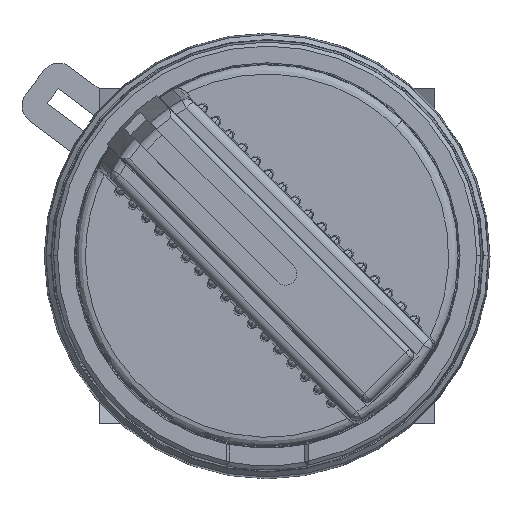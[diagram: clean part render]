
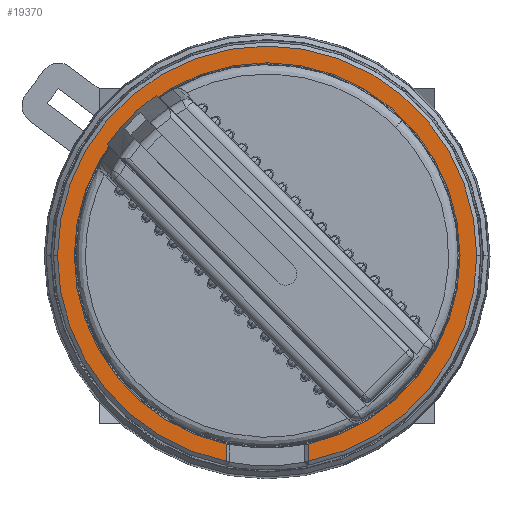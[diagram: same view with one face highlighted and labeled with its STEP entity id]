
A CAD part, top view. The second image highlights one B-rep face of the part: STEP entity #19370.
In plain terms, the highlighted planar face has unit normal (0, 0, 1).
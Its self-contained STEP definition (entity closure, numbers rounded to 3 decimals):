
#95 = EDGE_CURVE ( 'NONE', #15174, #13004, #6362, .T. ) ;
#373 = VERTEX_POINT ( 'NONE', #7292 ) ;
#579 = LINE ( 'NONE', #6744, #13194 ) ;
#649 = DIRECTION ( 'NONE',  ( 1., 0., 0. ) ) ;
#750 = DIRECTION ( 'NONE',  ( 1., 0., 0. ) ) ;
#852 = CARTESIAN_POINT ( 'NONE',  ( -2.175, -10.068, 11.6 ) ) ;
#957 = AXIS2_PLACEMENT_3D ( 'NONE', #3956, #10165, #16352 ) ;
#993 = ORIENTED_EDGE ( 'NONE', *, *, #7151, .T. ) ;
#1184 = AXIS2_PLACEMENT_3D ( 'NONE', #12317, #18514, #4588 ) ;
#1352 = CARTESIAN_POINT ( 'NONE',  ( -11.191, 0., 11.6 ) ) ;
#1401 = DIRECTION ( 'NONE',  ( 0., -1., 0. ) ) ;
#1559 = ORIENTED_EDGE ( 'NONE', *, *, #2730, .T. ) ;
#1874 = DIRECTION ( 'NONE',  ( -1., 0., 0. ) ) ;
#2157 = PLANE ( 'NONE',  #10710 ) ;
#2707 = EDGE_CURVE ( 'NONE', #373, #12644, #13096, .T. ) ;
#2730 = EDGE_CURVE ( 'NONE', #13004, #4317, #12524, .T. ) ;
#3956 = CARTESIAN_POINT ( 'NONE',  ( 0., 0., 11.6 ) ) ;
#4247 = ORIENTED_EDGE ( 'NONE', *, *, #8314, .T. ) ;
#4317 = VERTEX_POINT ( 'NONE', #12102 ) ;
#4588 = DIRECTION ( 'NONE',  ( 1., 0., 0. ) ) ;
#4604 = CARTESIAN_POINT ( 'NONE',  ( -10.3, 0., 11.6 ) ) ;
#4658 = DIRECTION ( 'NONE',  ( 0., 0., 1. ) ) ;
#5771 = EDGE_CURVE ( 'NONE', #8841, #15174, #9701, .T. ) ;
#5948 = CARTESIAN_POINT ( 'NONE',  ( -2.175, -10.978, 11.6 ) ) ;
#5997 = CARTESIAN_POINT ( 'NONE',  ( 0., 0., 11.6 ) ) ;
#6362 = CIRCLE ( 'NONE', #18060, 10.3 ) ;
#6501 = CARTESIAN_POINT ( 'NONE',  ( 10.3, 0., 11.6 ) ) ;
#6744 = CARTESIAN_POINT ( 'NONE',  ( -2.175, 0.107, 11.6 ) ) ;
#7151 = EDGE_CURVE ( 'NONE', #12644, #16942, #17183, .T. ) ;
#7292 = CARTESIAN_POINT ( 'NONE',  ( 2.216, -10.97, 11.6 ) ) ;
#8314 = EDGE_CURVE ( 'NONE', #16942, #16512, #18198, .T. ) ;
#8335 = CARTESIAN_POINT ( 'NONE',  ( -11.326, -11.111, 11.6 ) ) ;
#8417 = AXIS2_PLACEMENT_3D ( 'NONE', #9593, #15793, #1874 ) ;
#8446 = CARTESIAN_POINT ( 'NONE',  ( 0., 0., 11.6 ) ) ;
#8841 = VERTEX_POINT ( 'NONE', #852 ) ;
#9109 = LINE ( 'NONE', #15317, #15260 ) ;
#9439 = AXIS2_PLACEMENT_3D ( 'NONE', #18586, #4658, #10869 ) ;
#9593 = CARTESIAN_POINT ( 'NONE',  ( 0., 0., 11.6 ) ) ;
#9701 = CIRCLE ( 'NONE', #957, 10.3 ) ;
#10165 = DIRECTION ( 'NONE',  ( 0., 0., -1. ) ) ;
#10710 = AXIS2_PLACEMENT_3D ( 'NONE', #8335, #14562, #649 ) ;
#10783 = ORIENTED_EDGE ( 'NONE', *, *, #13767, .T. ) ;
#10869 = DIRECTION ( 'NONE',  ( -1., 0., 0. ) ) ;
#12102 = CARTESIAN_POINT ( 'NONE',  ( 2.216, -10.059, 11.6 ) ) ;
#12214 = DIRECTION ( 'NONE',  ( 0., 0., 1. ) ) ;
#12317 = CARTESIAN_POINT ( 'NONE',  ( 0., 0., 11.6 ) ) ;
#12524 = CIRCLE ( 'NONE', #1184, 10.3 ) ;
#12644 = VERTEX_POINT ( 'NONE', #12943 ) ;
#12880 = ORIENTED_EDGE ( 'NONE', *, *, #2707, .T. ) ;
#12943 = CARTESIAN_POINT ( 'NONE',  ( 11.191, 0., 11.6 ) ) ;
#12968 = DIRECTION ( 'NONE',  ( 0., 1., 0. ) ) ;
#13004 = VERTEX_POINT ( 'NONE', #6501 ) ;
#13096 = CIRCLE ( 'NONE', #17626, 11.191 ) ;
#13194 = VECTOR ( 'NONE', #12968, 1000. ) ;
#13767 = EDGE_CURVE ( 'NONE', #16512, #8841, #579, .T. ) ;
#14087 = ORIENTED_EDGE ( 'NONE', *, *, #5771, .T. ) ;
#14562 = DIRECTION ( 'NONE',  ( 0., 0., 1. ) ) ;
#14666 = DIRECTION ( 'NONE',  ( 0., 0., -1. ) ) ;
#15174 = VERTEX_POINT ( 'NONE', #4604 ) ;
#15260 = VECTOR ( 'NONE', #1401, 1000. ) ;
#15317 = CARTESIAN_POINT ( 'NONE',  ( 2.216, 0.107, 11.6 ) ) ;
#15531 = EDGE_LOOP ( 'NONE', ( #10783, #14087, #20051, #1559, #15788, #12880, #993, #4247 ) ) ;
#15788 = ORIENTED_EDGE ( 'NONE', *, *, #18135, .T. ) ;
#15793 = DIRECTION ( 'NONE',  ( 0., 0., 1. ) ) ;
#16078 = FACE_OUTER_BOUND ( 'NONE', #15531, .T. ) ;
#16352 = DIRECTION ( 'NONE',  ( 1., 0., 0. ) ) ;
#16512 = VERTEX_POINT ( 'NONE', #5948 ) ;
#16942 = VERTEX_POINT ( 'NONE', #1352 ) ;
#17183 = CIRCLE ( 'NONE', #8417, 11.191 ) ;
#17626 = AXIS2_PLACEMENT_3D ( 'NONE', #5997, #12214, #18415 ) ;
#18060 = AXIS2_PLACEMENT_3D ( 'NONE', #8446, #14666, #750 ) ;
#18135 = EDGE_CURVE ( 'NONE', #4317, #373, #9109, .T. ) ;
#18198 = CIRCLE ( 'NONE', #9439, 11.191 ) ;
#18415 = DIRECTION ( 'NONE',  ( -1., 0., 0. ) ) ;
#18514 = DIRECTION ( 'NONE',  ( 0., 0., -1. ) ) ;
#18586 = CARTESIAN_POINT ( 'NONE',  ( 0., 0., 11.6 ) ) ;
#19370 = ADVANCED_FACE ( 'NONE', ( #16078 ), #2157, .T. ) ;
#20051 = ORIENTED_EDGE ( 'NONE', *, *, #95, .T. ) ;
